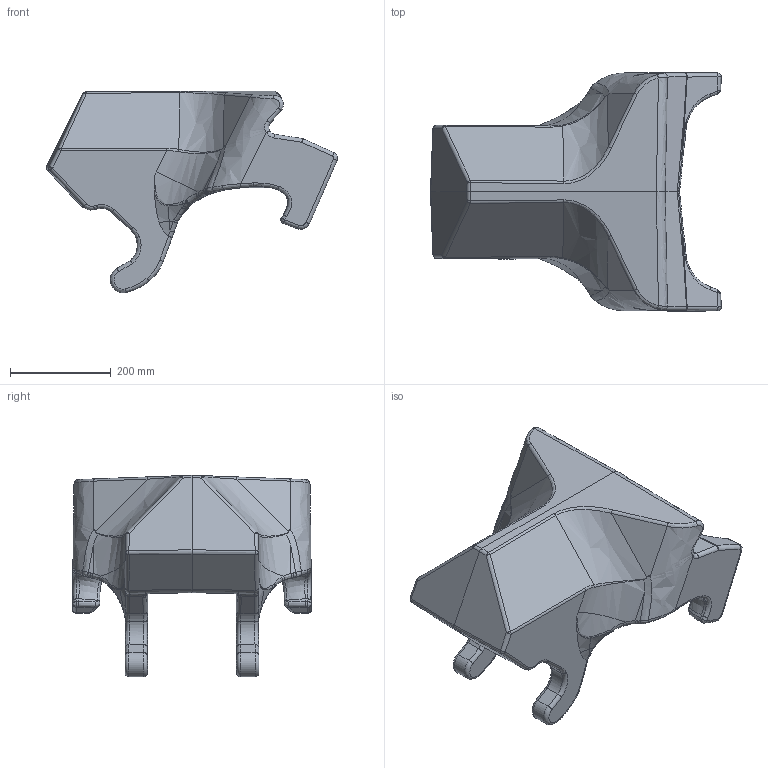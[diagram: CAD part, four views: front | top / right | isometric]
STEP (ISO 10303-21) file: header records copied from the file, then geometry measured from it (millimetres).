
FILE_DESCRIPTION(('FreeCAD Model'),'2;1');
FILE_NAME('Open CASCADE Shape Model','2025-05-07T16:56:08',('FreeCAD'),( 'FreeCAD'),'Open CASCADE STEP processor 7.6','FreeCAD','Unknown');
FILE_SCHEMA(('AUTOMOTIVE_DESIGN { 1 0 10303 214 1 1 1 1 }'));
Products named in the file (1): Open CASCADE STEP translator 7.6 1
Bounding box: 577.21 x 473.29 x 399.75 mm (x, y, z)
Volume: 25061251.2 mm3; surface area: 749955.4 mm2
Topology: 1 solids, 1 shells, 398 faces, 956 edges, 538 vertices
Faces by surface type: bspline 398
Entity records: 40718 total; most frequent: CARTESIAN_POINT 34969, ORIENTED_EDGE 1868, EDGE_CURVE 934, B_SPLINE_CURVE_WITH_KNOTS 890, VERTEX_POINT 538, ADVANCED_FACE 398, FACE_BOUND 398, EDGE_LOOP 398
